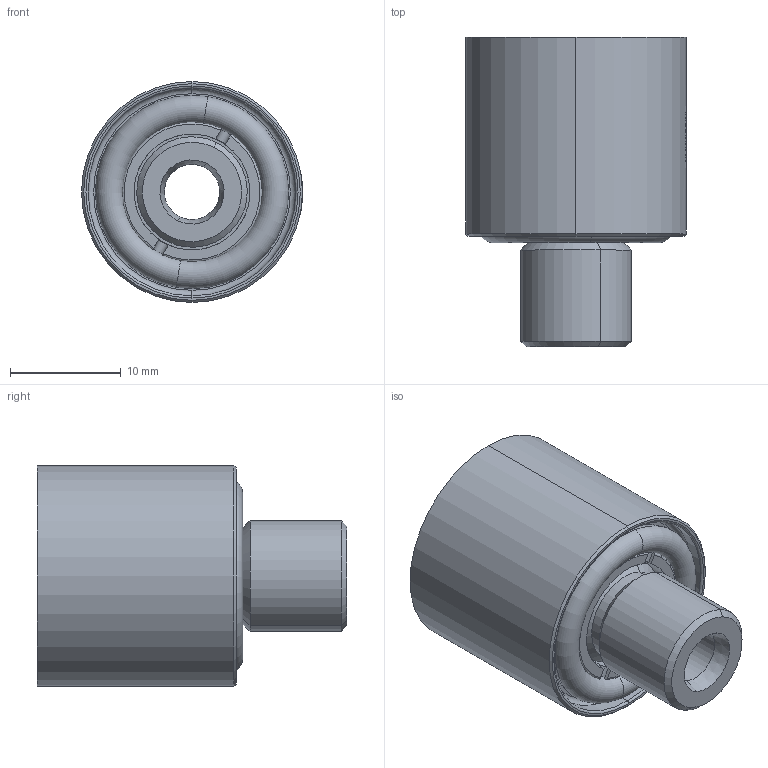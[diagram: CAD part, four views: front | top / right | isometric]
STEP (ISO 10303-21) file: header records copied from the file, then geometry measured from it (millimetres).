
FILE_DESCRIPTION (( 'STEP AP214' ), '1' );
FILE_NAME ('sa200518.stp', '2022-07-25T06:43:42', ( '' ), ( '' ), 'SwSTEP 2.0', 'SolidWorks 2021', '' );
FILE_SCHEMA (( 'AUTOMOTIVE_DESIGN' ));
Length unit declared in the file: millimetre
Products named in the file (5): JT12.5x2.5; SA200518-C_acabado; SA200518-B; SA200018-A; sa200518
Assembly tree (4 placements, depth 2):
  sa200518
    SA200518-C_acabado
    SA200518-B
    SA200018-A
    JT12.5x2.5
Bounding box: 20 x 28 x 20 mm (x, y, z)
Volume: 5565.1 mm3; surface area: 4306 mm2
Topology: 4 solids, 4 shells, 455 faces, 1191 edges, 776 vertices
Faces by surface type: bspline 241, plane 108, cylinder 64, cone 26, torus 16
Entity records: 26873 total; most frequent: CARTESIAN_POINT 13865, ORIENTED_EDGE 2382, EDGE_CURVE 1191, DIRECTION 974, B_SPLINE_CURVE_WITH_KNOTS 803, VERTEX_POINT 776, EDGE_LOOP 495, ADVANCED_FACE 455
